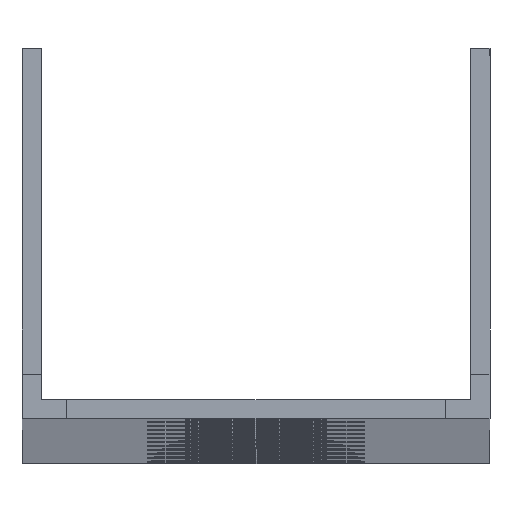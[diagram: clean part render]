
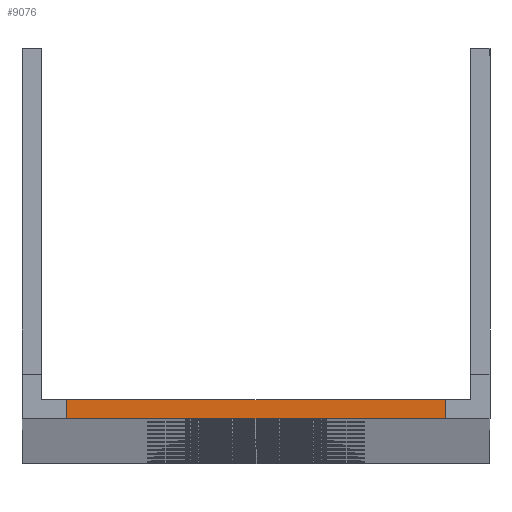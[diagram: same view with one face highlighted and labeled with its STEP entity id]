
A CAD part, top view. The second image highlights one B-rep face of the part: STEP entity #9076.
In plain terms, the highlighted planar face has unit normal (0, 0, 1).
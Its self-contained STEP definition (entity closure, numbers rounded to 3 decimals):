
#1227=FACE_OUTER_BOUND('',#1915,.T.);
#1915=EDGE_LOOP('',(#6704,#6705,#6706,#6707));
#2467=LINE('',#13114,#3185);
#2620=LINE('',#13956,#3338);
#2760=LINE('',#14503,#3478);
#2762=LINE('',#14506,#3480);
#3185=VECTOR('',#10477,10.);
#3338=VECTOR('',#11174,10.);
#3478=VECTOR('',#11584,10.);
#3480=VECTOR('',#11588,10.);
#3903=VERTEX_POINT('',#13111);
#3904=VERTEX_POINT('',#13113);
#4320=VERTEX_POINT('',#13953);
#4321=VERTEX_POINT('',#13955);
#4739=EDGE_CURVE('',#3903,#3904,#2467,.T.);
#5160=EDGE_CURVE('',#4321,#4320,#2620,.T.);
#5434=EDGE_CURVE('',#3903,#4321,#2760,.T.);
#5436=EDGE_CURVE('',#4320,#3904,#2762,.T.);
#6704=ORIENTED_EDGE('',*,*,#5436,.T.);
#6705=ORIENTED_EDGE('',*,*,#4739,.F.);
#6706=ORIENTED_EDGE('',*,*,#5434,.T.);
#6707=ORIENTED_EDGE('',*,*,#5160,.T.);
#8503=PLANE('',#9921);
#9076=ADVANCED_FACE('',(#1227),#8503,.F.);
#9921=AXIS2_PLACEMENT_3D('',#14510,#11591,#11592);
#10477=DIRECTION('',(-1.,0.,0.));
#11174=DIRECTION('',(-1.,0.,0.));
#11584=DIRECTION('',(0.,1.,0.));
#11588=DIRECTION('',(0.,-1.,0.));
#11591=DIRECTION('center_axis',(0.,0.,
-1.));
#11592=DIRECTION('ref_axis',(-1.,0.,0.));
#13111=CARTESIAN_POINT('',(-29.679,0.,0.));
#13113=CARTESIAN_POINT('',(-59.321,0.,0.));
#13114=CARTESIAN_POINT('',(0.,0.,0.));
#13953=CARTESIAN_POINT('',(-59.321,1.5,0.));
#13955=CARTESIAN_POINT('',(-29.679,1.5,0.));
#13956=CARTESIAN_POINT('',(0.,1.5,0.));
#14503=CARTESIAN_POINT('',(-29.679,0.75,0.));
#14506=CARTESIAN_POINT('',(-59.321,0.75,0.));
#14510=CARTESIAN_POINT('Origin',(-23.429,3.5,0.));
